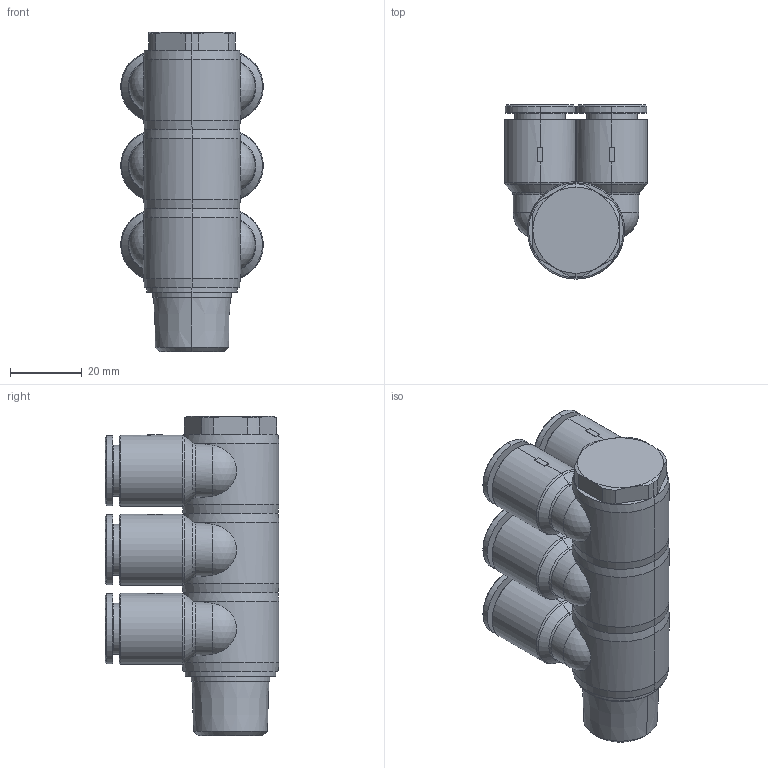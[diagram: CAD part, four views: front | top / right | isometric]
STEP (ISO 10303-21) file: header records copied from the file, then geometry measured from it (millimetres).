
FILE_DESCRIPTION((''),'2;1');
FILE_NAME('GPA_1204(3)(3D).stp','2012-12-17T14:42:00',(''),(''),'Mechanical Desktop.R8.0.24.0','Mechanical Desktop.R8.0.24.0',', , ');
FILE_SCHEMA(('CONFIG_CONTROL_DESIGN'));
Length unit declared in the file: millimetre
Products named in the file (2): GPA_1204(3)(3D); 睡ヶ1
Assembly tree (1 placements, depth 2):
  GPA_1204(3)(3D)
    睡ヶ1
Bounding box: 39.7 x 48.4 x 88.8 mm (x, y, z)
Volume: 69187.5 mm3; surface area: 26308.2 mm2
Topology: 1 solids, 1 shells, 2333 faces, 6619 edges, 4369 vertices
Faces by surface type: plane 2067, cylinder 98, cone 96, bspline 48, torus 18, sphere 6
Entity records: 75924 total; most frequent: CARTESIAN_POINT 15379, ORIENTED_EDGE 13234, DIRECTION 11389, EDGE_CURVE 6617, VECTOR 6095, LINE 6095, VERTEX_POINT 4369, AXIS2_PLACEMENT_3D 2647
